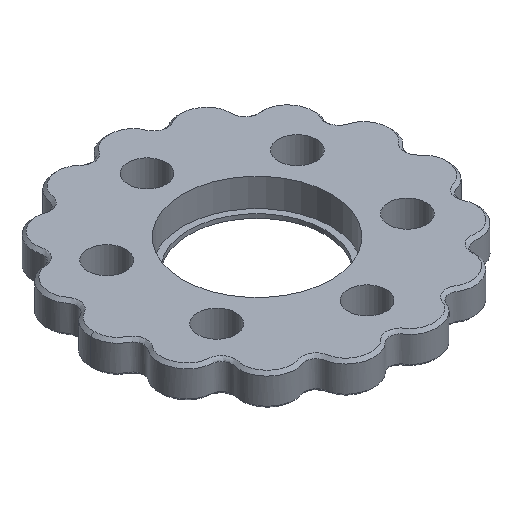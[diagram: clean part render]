
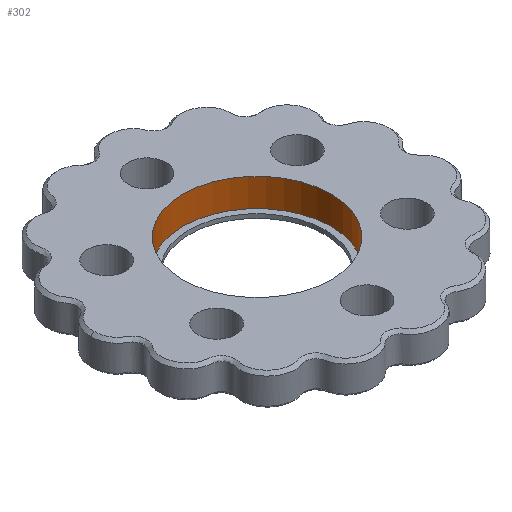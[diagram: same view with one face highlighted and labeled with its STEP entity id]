
A CAD part, isometric view. The second image highlights one B-rep face of the part: STEP entity #302.
In plain terms, the highlighted cylindrical face has radius 18.55 mm (diameter 37.1 mm), a full revolution.
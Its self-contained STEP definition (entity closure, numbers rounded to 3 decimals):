
#22=CYLINDRICAL_SURFACE('',#343,18.55);
#45=CIRCLE('',#326,18.55);
#53=CIRCLE('',#342,18.55);
#73=FACE_OUTER_BOUND('',#105,.T.);
#105=EDGE_LOOP('',(#276,#277,#278,#279));
#127=LINE('',#8355,#141);
#141=VECTOR('',#413,18.55);
#157=VERTEX_POINT('',#8321);
#165=VERTEX_POINT('',#8352);
#187=EDGE_CURVE('',#157,#157,#45,.T.);
#202=EDGE_CURVE('',#165,#165,#53,.T.);
#203=EDGE_CURVE('',#157,#165,#127,.T.);
#276=ORIENTED_EDGE('',*,*,#187,.F.);
#277=ORIENTED_EDGE('',*,*,#203,.T.);
#278=ORIENTED_EDGE('',*,*,#202,.T.);
#279=ORIENTED_EDGE('',*,*,#203,.F.);
#302=ADVANCED_FACE('',(#73),#22,.F.);
#326=AXIS2_PLACEMENT_3D('',#8322,#370,#371);
#342=AXIS2_PLACEMENT_3D('',#8353,#409,#410);
#343=AXIS2_PLACEMENT_3D('',#8354,#411,#412);
#370=DIRECTION('center_axis',(0.,0.,-1.));
#371=DIRECTION('ref_axis',(1.,0.,0.));
#409=DIRECTION('center_axis',(0.,0.,-1.));
#410=DIRECTION('ref_axis',(1.,0.,0.));
#411=DIRECTION('center_axis',(0.,0.,1.));
#412=DIRECTION('ref_axis',(1.,0.,0.));
#413=DIRECTION('',(0.,0.,-1.));
#8321=CARTESIAN_POINT('',(-18.55,0.,8.));
#8322=CARTESIAN_POINT('Origin',(0.,0.,8.));
#8352=CARTESIAN_POINT('',(-18.55,0.,1.));
#8353=CARTESIAN_POINT('Origin',(0.,0.,1.));
#8354=CARTESIAN_POINT('Origin',(0.,0.,0.));
#8355=CARTESIAN_POINT('',(-18.55,0.,0.));
